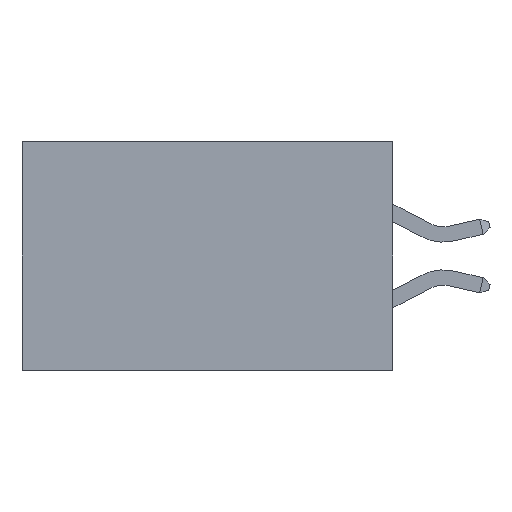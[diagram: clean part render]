
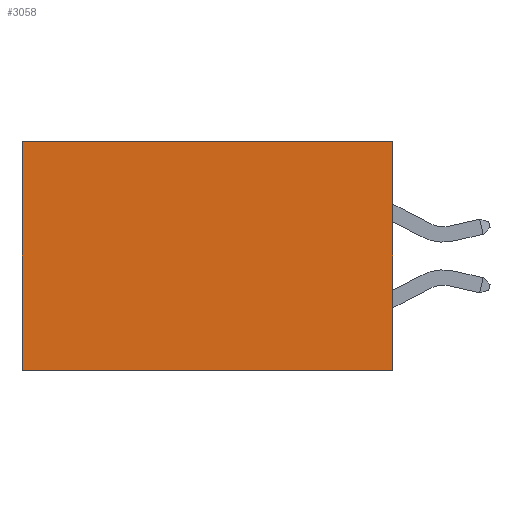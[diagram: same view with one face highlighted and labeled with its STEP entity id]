
A CAD part, left-side view. The second image highlights one B-rep face of the part: STEP entity #3058.
In plain terms, the highlighted planar face has unit normal (-1, 0, 0).
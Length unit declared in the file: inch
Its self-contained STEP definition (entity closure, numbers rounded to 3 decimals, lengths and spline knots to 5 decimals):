
#380 = ORIENTED_EDGE ( 'NONE', *, *, #3969, .T. ) ;
#400 = ORIENTED_EDGE ( 'NONE', *, *, #8402, .F. ) ;
#403 = VECTOR ( 'NONE', #9159, 39.37008 ) ;
#575 = CARTESIAN_POINT ( 'NONE',  ( 0.2875, 0.6, -0.37 ) ) ;
#779 = DIRECTION ( 'NONE',  ( 0., 0., -1. ) ) ;
#1375 = VECTOR ( 'NONE', #7704, 39.37008 ) ;
#1666 = VERTEX_POINT ( 'NONE', #1720 ) ;
#1720 = CARTESIAN_POINT ( 'NONE',  ( 0.2875, 0.6, 0. ) ) ;
#1753 = CARTESIAN_POINT ( 'NONE',  ( 0.2875, 0.6, 0. ) ) ;
#1758 = DIRECTION ( 'NONE',  ( 0., 0., -1. ) ) ;
#2315 = EDGE_CURVE ( 'NONE', #6014, #3850, #3802, .T. ) ;
#2783 = ORIENTED_EDGE ( 'NONE', *, *, #7625, .T. ) ;
#3017 = CARTESIAN_POINT ( 'NONE',  ( 0.2875, 0., 0. ) ) ;
#3058 = ADVANCED_FACE ( 'NONE', ( #9303 ), #6977, .F. ) ;
#3614 = DIRECTION ( 'NONE',  ( 1., 0., 0. ) ) ;
#3780 = ORIENTED_EDGE ( 'NONE', *, *, #2315, .F. ) ;
#3802 = LINE ( 'NONE', #6027, #4026 ) ;
#3850 = VERTEX_POINT ( 'NONE', #9166 ) ;
#3969 = EDGE_CURVE ( 'NONE', #6014, #1666, #5029, .T. ) ;
#4026 = VECTOR ( 'NONE', #779, 39.37008 ) ;
#4177 = DIRECTION ( 'NONE',  ( 0., 0., -1. ) ) ;
#4855 = VERTEX_POINT ( 'NONE', #575 ) ;
#5029 = LINE ( 'NONE', #7729, #1375 ) ;
#6014 = VERTEX_POINT ( 'NONE', #3017 ) ;
#6027 = CARTESIAN_POINT ( 'NONE',  ( 0.2875, 0., 0. ) ) ;
#6096 = EDGE_LOOP ( 'NONE', ( #2783, #400, #3780, #380 ) ) ;
#6977 = PLANE ( 'NONE',  #8751 ) ;
#7268 = CARTESIAN_POINT ( 'NONE',  ( 0.2875, 0., -0.37 ) ) ;
#7615 = CARTESIAN_POINT ( 'NONE',  ( 0.2875, 0., 0. ) ) ;
#7625 = EDGE_CURVE ( 'NONE', #1666, #4855, #8308, .T. ) ;
#7704 = DIRECTION ( 'NONE',  ( 0., 1., 0. ) ) ;
#7729 = CARTESIAN_POINT ( 'NONE',  ( 0.2875, 0., 0. ) ) ;
#8308 = LINE ( 'NONE', #1753, #8678 ) ;
#8402 = EDGE_CURVE ( 'NONE', #3850, #4855, #8756, .T. ) ;
#8678 = VECTOR ( 'NONE', #1758, 39.37008 ) ;
#8751 = AXIS2_PLACEMENT_3D ( 'NONE', #7615, #3614, #4177 ) ;
#8756 = LINE ( 'NONE', #7268, #403 ) ;
#9159 = DIRECTION ( 'NONE',  ( 0., 1., 0. ) ) ;
#9166 = CARTESIAN_POINT ( 'NONE',  ( 0.2875, 0., -0.37 ) ) ;
#9303 = FACE_OUTER_BOUND ( 'NONE', #6096, .T. ) ;
